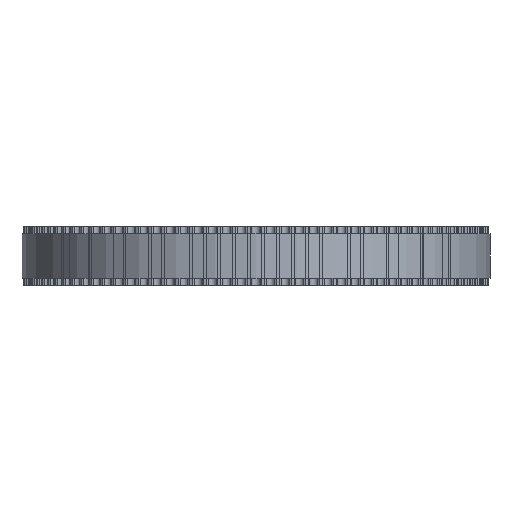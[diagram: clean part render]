
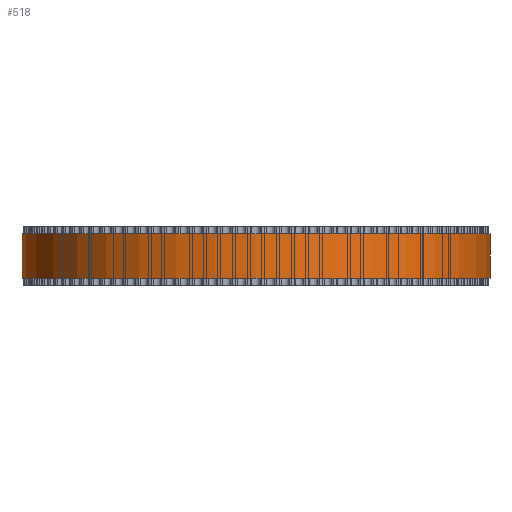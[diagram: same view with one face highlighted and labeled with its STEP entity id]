
A CAD part, front view. The second image highlights one B-rep face of the part: STEP entity #518.
In plain terms, the highlighted cylindrical face has radius 31.513 mm (diameter 63.025 mm), a full revolution.
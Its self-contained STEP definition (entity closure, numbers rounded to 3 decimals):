
#97=FACE_BOUND('',#1712,.T.);
#98=FACE_BOUND('',#1713,.T.);
#518=ADVANCED_FACE('',(#97,#98),#915,.T.);
#915=CYLINDRICAL_SURFACE('',#8855,31.513);
#1712=EDGE_LOOP('',(#4882));
#1713=EDGE_LOOP('',(#4883));
#4882=ORIENTED_EDGE('',*,*,#6866,.T.);
#4883=ORIENTED_EDGE('',*,*,#6867,.T.);
#5676=VERTEX_POINT('',#14020);
#5677=VERTEX_POINT('',#14022);
#6866=EDGE_CURVE('',#5676,#5676,#7660,.T.);
#6867=EDGE_CURVE('',#5677,#5677,#7661,.T.);
#7660=CIRCLE('',#8853,31.513);
#7661=CIRCLE('',#8854,31.513);
#8853=AXIS2_PLACEMENT_3D('',#14019,#11634,#11635);
#8854=AXIS2_PLACEMENT_3D('',#14021,#11636,#11637);
#8855=AXIS2_PLACEMENT_3D('',#14023,#11638,#11639);
#11634=DIRECTION('',(0.,0.,1.));
#11635=DIRECTION('',(1.,0.,0.));
#11636=DIRECTION('',(0.,0.,-1.));
#11637=DIRECTION('',(1.,0.,0.));
#11638=DIRECTION('',(0.,0.,1.));
#11639=DIRECTION('',(1.,0.,0.));
#14019=CARTESIAN_POINT('',(0.,0.,1.));
#14020=CARTESIAN_POINT('',(31.513,0.,1.));
#14021=CARTESIAN_POINT('',(0.,0.,7.));
#14022=CARTESIAN_POINT('',(31.513,0.,7.));
#14023=CARTESIAN_POINT('',(0.,0.,1.));
